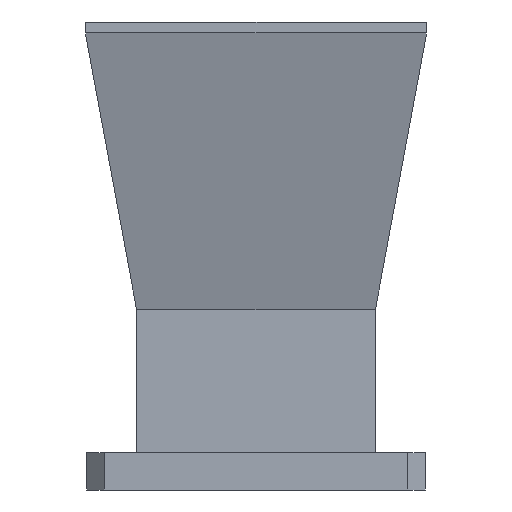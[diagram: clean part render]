
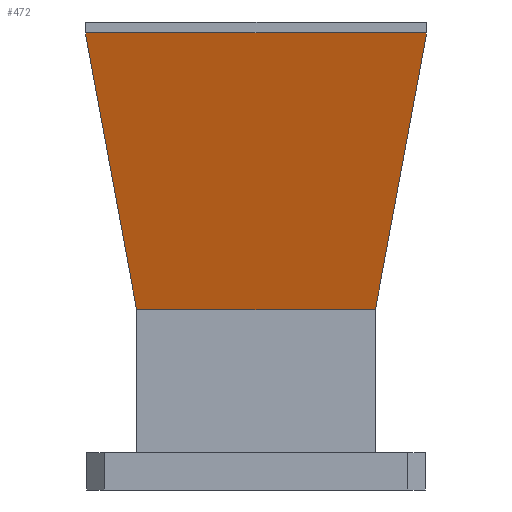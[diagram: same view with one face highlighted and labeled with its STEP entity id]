
A CAD part, left-side view. The second image highlights one B-rep face of the part: STEP entity #472.
In plain terms, the highlighted planar face has unit normal (-0.965, 0, -0.264).
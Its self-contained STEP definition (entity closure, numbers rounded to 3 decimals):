
#28 = ORIENTED_EDGE ( 'NONE', *, *, #442, .T. ) ;
#47 = CARTESIAN_POINT ( 'NONE',  ( -17.472, -20.425, 73.602 ) ) ;
#61 = DIRECTION ( 'NONE',  ( 0.26, 0.176, -0.949 ) ) ;
#74 = DIRECTION ( 'NONE',  ( -0.965, 0., -0.264 ) ) ;
#160 = CARTESIAN_POINT ( 'NONE',  ( -23.868, 29.137, 96.962 ) ) ;
#178 = VECTOR ( 'NONE', #61, 1000. ) ;
#194 = EDGE_LOOP ( 'NONE', ( #28, #1776, #821, #555, #257, #881, #942, #811 ) ) ;
#232 = LINE ( 'NONE', #1726, #1879 ) ;
#234 = LINE ( 'NONE', #827, #1438 ) ;
#241 = CARTESIAN_POINT ( 'NONE',  ( -10.934, -20.425, 49.724 ) ) ;
#252 = CARTESIAN_POINT ( 'NONE',  ( -10.9, 20.424, 49.597 ) ) ;
#257 = ORIENTED_EDGE ( 'NONE', *, *, #604, .T. ) ;
#260 = LINE ( 'NONE', #1504, #879 ) ;
#315 = VERTEX_POINT ( 'NONE', #1927 ) ;
#328 = LINE ( 'NONE', #804, #1595 ) ;
#394 = EDGE_CURVE ( 'NONE', #419, #1291, #234, .T. ) ;
#419 = VERTEX_POINT ( 'NONE', #252 ) ;
#424 = EDGE_CURVE ( 'NONE', #1682, #455, #260, .T. ) ;
#442 = EDGE_CURVE ( 'NONE', #1076, #315, #1110, .T. ) ;
#455 = VERTEX_POINT ( 'NONE', #509 ) ;
#472 = ADVANCED_FACE ( 'NONE', ( #1293 ), #1448, .T. ) ;
#509 = CARTESIAN_POINT ( 'NONE',  ( -23.779, 29.137, 96.635 ) ) ;
#533 = DIRECTION ( 'NONE',  ( 0., -1., 0. ) ) ;
#555 = ORIENTED_EDGE ( 'NONE', *, *, #1187, .F. ) ;
#604 = EDGE_CURVE ( 'NONE', #1362, #419, #1333, .T. ) ;
#667 = DIRECTION ( 'NONE',  ( -0.264, 0., 0.965 ) ) ;
#804 = CARTESIAN_POINT ( 'NONE',  ( -23.868, 0., 96.962 ) ) ;
#811 = ORIENTED_EDGE ( 'NONE', *, *, #1789, .F. ) ;
#821 = ORIENTED_EDGE ( 'NONE', *, *, #424, .T. ) ;
#827 = CARTESIAN_POINT ( 'NONE',  ( -10.899, 0., 49.597 ) ) ;
#879 = VECTOR ( 'NONE', #1475, 1000. ) ;
#881 = ORIENTED_EDGE ( 'NONE', *, *, #394, .T. ) ;
#942 = ORIENTED_EDGE ( 'NONE', *, *, #1005, .T. ) ;
#972 = DIRECTION ( 'NONE',  ( 0., 1., 0. ) ) ;
#1005 = EDGE_CURVE ( 'NONE', #1291, #1315, #1105, .T. ) ;
#1009 = CARTESIAN_POINT ( 'NONE',  ( -17.472, 20.425, 73.602 ) ) ;
#1073 = VECTOR ( 'NONE', #1890, 1000. ) ;
#1076 = VERTEX_POINT ( 'NONE', #1353 ) ;
#1103 = LINE ( 'NONE', #1598, #178 ) ;
#1105 = LINE ( 'NONE', #47, #1211 ) ;
#1110 = LINE ( 'NONE', #1878, #1073 ) ;
#1122 = CARTESIAN_POINT ( 'NONE',  ( -17.472, 0., 73.602 ) ) ;
#1123 = DIRECTION ( 'NONE',  ( -0.26, 0.176, 0.949 ) ) ;
#1144 = CARTESIAN_POINT ( 'NONE',  ( -10.9, -20.424, 49.597 ) ) ;
#1145 = AXIS2_PLACEMENT_3D ( 'NONE', #1122, #74, #667 ) ;
#1187 = EDGE_CURVE ( 'NONE', #1362, #455, #232, .T. ) ;
#1211 = VECTOR ( 'NONE', #1413, 1000. ) ;
#1291 = VERTEX_POINT ( 'NONE', #1144 ) ;
#1293 = FACE_OUTER_BOUND ( 'NONE', #194, .T. ) ;
#1315 = VERTEX_POINT ( 'NONE', #241 ) ;
#1333 = LINE ( 'NONE', #1009, #1921 ) ;
#1353 = CARTESIAN_POINT ( 'NONE',  ( -23.779, -29.137, 96.635 ) ) ;
#1362 = VERTEX_POINT ( 'NONE', #1375 ) ;
#1375 = CARTESIAN_POINT ( 'NONE',  ( -10.934, 20.425, 49.724 ) ) ;
#1413 = DIRECTION ( 'NONE',  ( -0.264, 0., 0.965 ) ) ;
#1438 = VECTOR ( 'NONE', #533, 1000. ) ;
#1448 = PLANE ( 'NONE',  #1145 ) ;
#1475 = DIRECTION ( 'NONE',  ( 0.264, 0., -0.965 ) ) ;
#1504 = CARTESIAN_POINT ( 'NONE',  ( -17.472, 29.137, 73.602 ) ) ;
#1595 = VECTOR ( 'NONE', #972, 1000. ) ;
#1598 = CARTESIAN_POINT ( 'NONE',  ( -23.779, -29.137, 96.635 ) ) ;
#1638 = DIRECTION ( 'NONE',  ( 0.264, 0., -0.965 ) ) ;
#1682 = VERTEX_POINT ( 'NONE', #160 ) ;
#1726 = CARTESIAN_POINT ( 'NONE',  ( -10.934, 20.424, 49.724 ) ) ;
#1776 = ORIENTED_EDGE ( 'NONE', *, *, #1779, .T. ) ;
#1779 = EDGE_CURVE ( 'NONE', #315, #1682, #328, .T. ) ;
#1789 = EDGE_CURVE ( 'NONE', #1076, #1315, #1103, .T. ) ;
#1878 = CARTESIAN_POINT ( 'NONE',  ( -17.472, -29.137, 73.602 ) ) ;
#1879 = VECTOR ( 'NONE', #1123, 1000. ) ;
#1890 = DIRECTION ( 'NONE',  ( -0.264, 0., 0.965 ) ) ;
#1921 = VECTOR ( 'NONE', #1638, 1000. ) ;
#1927 = CARTESIAN_POINT ( 'NONE',  ( -23.868, -29.137, 96.962 ) ) ;
